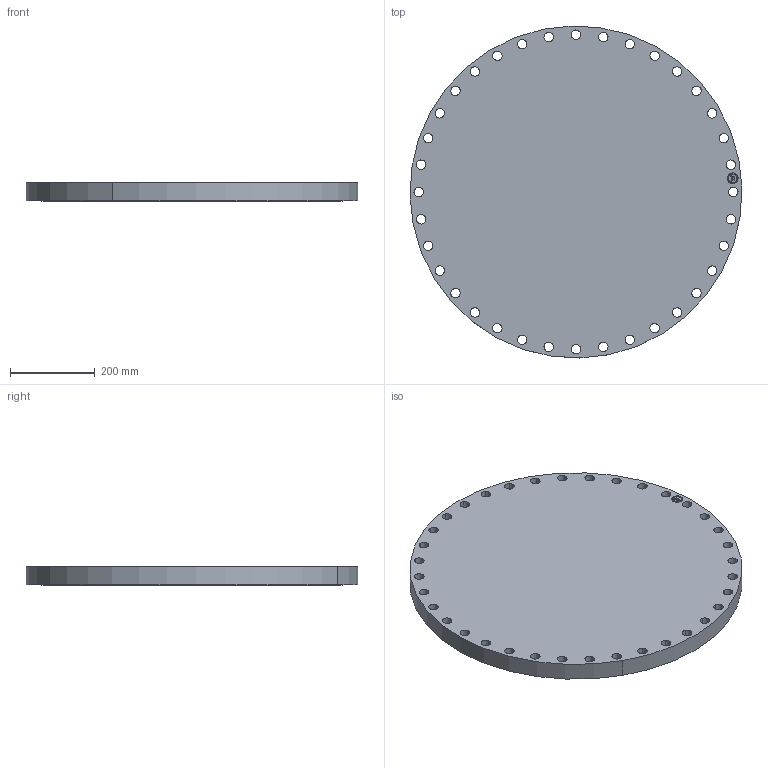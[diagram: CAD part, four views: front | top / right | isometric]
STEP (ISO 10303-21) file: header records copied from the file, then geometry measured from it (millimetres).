
FILE_DESCRIPTION(('3D STEP'),'2;1');
FILE_NAME('26-150-BLIND-RF-B-FLANGE.stp','2013-03-25T05:23:33+00:00',('Texas Flange'),(''),'CATIA Version 5 Release 20 SP 6 (IN-10)','CATIA V5 STEP AP214','800-826-3801');
FILE_SCHEMA(('AUTOMOTIVE_DESIGN { 1 0 10303 214 1 1 1 1 }'));
Length unit declared in the file: inch
Products named in the file (1): 26-150-BLIND-RF-B-FLANGE
Bounding box: 785.66 x 785.66 x 44.53 mm (x, y, z)
Volume: 20851037.1 mm3; surface area: 1160065 mm2
Topology: 1 solids, 1 shells, 464 faces, 1332 edges, 888 vertices
Faces by surface type: plane 368, cylinder 96
Entity records: 17297 total; most frequent: ORIENTED_EDGE 2664, CARTESIAN_POINT 2613, DIRECTION 2116, EDGE_CURVE 1332, VECTOR 1140, LINE 1140, VERTEX_POINT 888, AXIS2_PLACEMENT_3D 585
